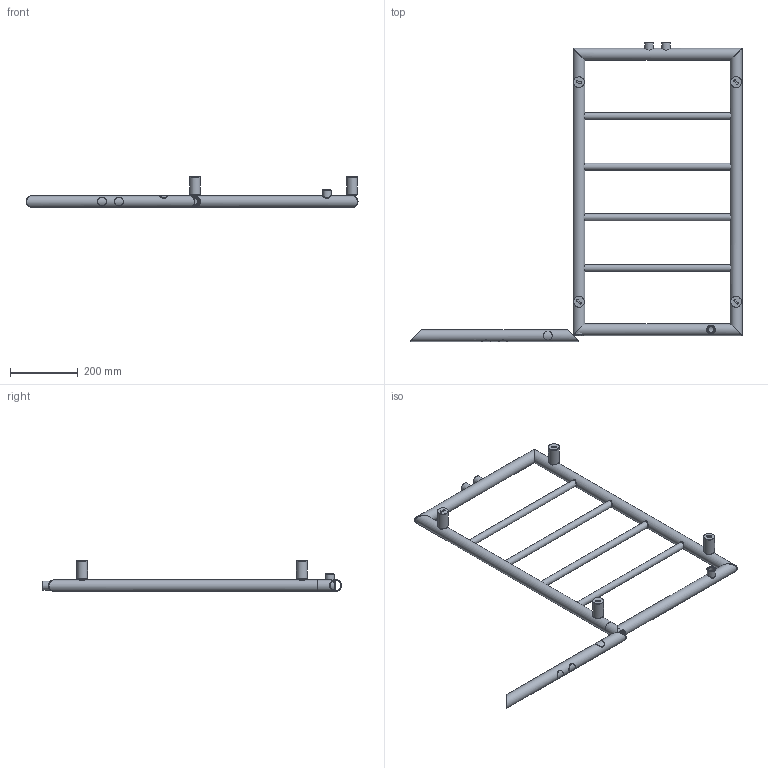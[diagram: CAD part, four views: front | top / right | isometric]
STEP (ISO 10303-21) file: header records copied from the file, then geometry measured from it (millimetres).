
FILE_DESCRIPTION( ( 'Unknown' ), '1' );
FILE_NAME( 'FRAGIL.stp', 'Unknown', ( 'Unknown' ), ( 'Unknown' ), 'PSStep 10.1', 'Unknown', ' ' );
FILE_SCHEMA( ( 'AUTOMOTIVE_DESIGN { 1 0 10303 214 1 1 1 1 }' ) );
Length unit declared in the file: millimetre
Products named in the file (20): Assem1; rura 35  górna; rura 35  dolna; rurka pozioma 20x460; rurka pozioma 20x460-oa0; rurka pozioma 20x460-oa1; rurka pozioma 20x460-oa2; tuleka przy³aczeniowa; tuleka przy³aczeniowa-oa3; tuleka przy³aczeniowa-oa4; bolec wieszaka; bolec wieszaka-oa5; bolec wieszaka-oa6; bolec wieszaka-oa7; tulejka mocowania; tulejka mocowania-oa8; tulejka mocowania-oa9; tulejka mocowania-oa10; kolekor pionowy; kolekor pionowy-oa11
Bounding box: 982.5 x 885 x 91.94 mm (x, y, z)
Volume: 1302164.6 mm3; surface area: 1635646.1 mm2
Topology: 38 solids, 38 shells, 262 faces, 606 edges, 404 vertices
Faces by surface type: cylinder 122, plane 108, cone 32
Full cylindrical faces by diameter (mm): 4.917 x8, 17.294 x6, 18 x8, 20 x16, 20.5 x16, 26 x12, 26.5 x8, 32 x16, 35 x8
Entity records: 7387 total; most frequent: CARTESIAN_POINT 3485, DIRECTION 550, ORIENTED_EDGE 364, EDGE_LOOP 260, AXIS2_PLACEMENT_3D 255, EDGE_CURVE 182, FACE_OUTER_BOUND 180, VERTEX_POINT 158
